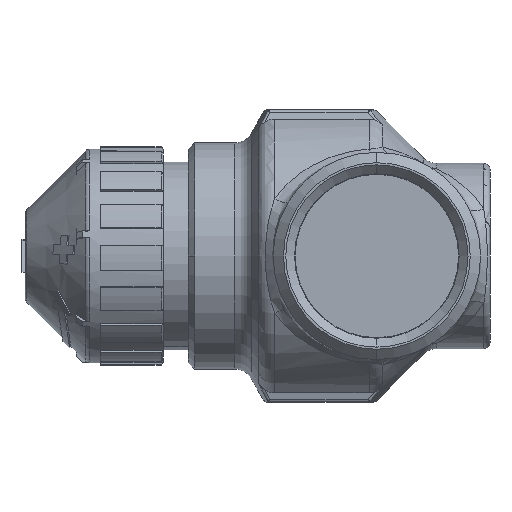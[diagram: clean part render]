
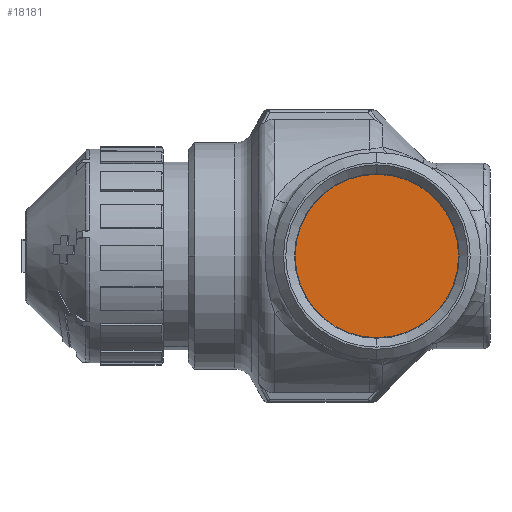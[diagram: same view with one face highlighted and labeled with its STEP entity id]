
A CAD part, left-side view. The second image highlights one B-rep face of the part: STEP entity #18181.
In plain terms, the highlighted planar face has unit normal (-1, 0, 0).
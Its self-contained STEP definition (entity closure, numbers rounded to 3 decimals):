
#1063 = DIRECTION ( 'NONE',  ( 0., 0., 1. ) ) ;
#1471 = VERTEX_POINT ( 'NONE', #17091 ) ;
#3081 = AXIS2_PLACEMENT_3D ( 'NONE', #12764, #10021, #18350 ) ;
#3316 = AXIS2_PLACEMENT_3D ( 'NONE', #5354, #18390, #5821 ) ;
#4155 = FACE_OUTER_BOUND ( 'NONE', #8169, .T. ) ;
#4723 = VERTEX_POINT ( 'NONE', #10565 ) ;
#5354 = CARTESIAN_POINT ( 'NONE',  ( -38.946, -3.215, 0. ) ) ;
#5821 = DIRECTION ( 'NONE',  ( 0., 0., 1. ) ) ;
#7117 = DIRECTION ( 'NONE',  ( -1., 0., 0. ) ) ;
#7691 = ORIENTED_EDGE ( 'NONE', *, *, #8524, .T. ) ;
#8169 = EDGE_LOOP ( 'NONE', ( #10922, #7691 ) ) ;
#8252 = PLANE ( 'NONE',  #3081 ) ;
#8524 = EDGE_CURVE ( 'Defeature completata1_3+Defeature completata1_4+Defeature completata1_4+Defeature completata1_4', #4723, #1471, #15086, .T. ) ;
#9667 = AXIS2_PLACEMENT_3D ( 'NONE', #9834, #7117, #1063 ) ;
#9834 = CARTESIAN_POINT ( 'NONE',  ( -38.946, -3.215, 0. ) ) ;
#10021 = DIRECTION ( 'NONE',  ( 1., 0., 0. ) ) ;
#10565 = CARTESIAN_POINT ( 'NONE',  ( -38.946, -3.215, -13. ) ) ;
#10922 = ORIENTED_EDGE ( 'NONE', *, *, #13641, .T. ) ;
#12764 = CARTESIAN_POINT ( 'NONE',  ( -38.946, 0., 0. ) ) ;
#13641 = EDGE_CURVE ( 'Defeature completata1_3+Defeature completata1_4+Defeature completata1_4+Defeature completata1_4', #1471, #4723, #13881, .T. ) ;
#13881 = CIRCLE ( 'NONE', #9667, 13. ) ;
#15086 = CIRCLE ( 'NONE', #3316, 13. ) ;
#17091 = CARTESIAN_POINT ( 'NONE',  ( -38.946, -3.215, 13. ) ) ;
#18181 = ADVANCED_FACE ( 'Defeature completata1_3', ( #4155 ), #8252, .F. ) ;
#18350 = DIRECTION ( 'NONE',  ( 0., 0., -1. ) ) ;
#18390 = DIRECTION ( 'NONE',  ( -1., 0., 0. ) ) ;
